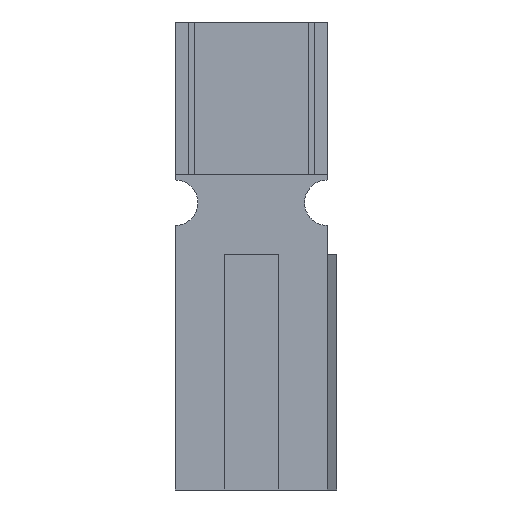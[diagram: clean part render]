
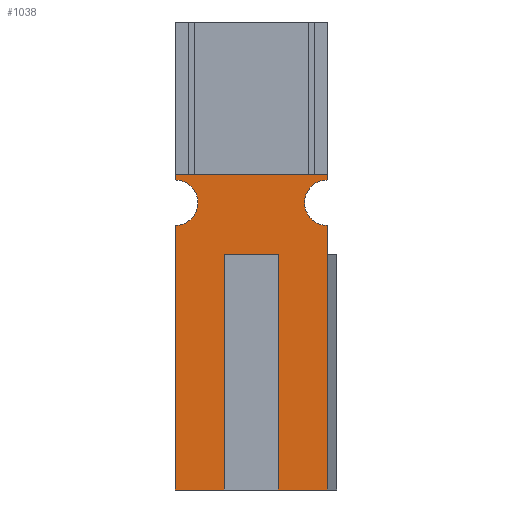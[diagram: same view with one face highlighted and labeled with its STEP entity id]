
A CAD part, front view. The second image highlights one B-rep face of the part: STEP entity #1038.
In plain terms, the highlighted planar face has unit normal (0, -1, 0).
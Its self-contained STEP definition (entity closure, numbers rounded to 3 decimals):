
#25 = ORIENTED_EDGE ( 'NONE', *, *, #4512, .T. ) ;
#44 = VERTEX_POINT ( 'NONE', #2849 ) ;
#243 = VERTEX_POINT ( 'NONE', #4169 ) ;
#256 = LINE ( 'NONE', #2244, #1437 ) ;
#354 = EDGE_LOOP ( 'NONE', ( #2782, #2731, #3497, #25, #1103, #3429, #976, #2857, #5030, #2940, #4212, #4396 ) ) ;
#497 = DIRECTION ( 'NONE',  ( 0., 1., 0. ) ) ;
#501 = CARTESIAN_POINT ( 'NONE',  ( -4.25, -4.25, 0. ) ) ;
#736 = VERTEX_POINT ( 'NONE', #3599 ) ;
#739 = EDGE_CURVE ( 'NONE', #3465, #2972, #1930, .T. ) ;
#834 = CARTESIAN_POINT ( 'NONE',  ( -4.25, -4.25, 0. ) ) ;
#837 = LINE ( 'NONE', #3953, #1404 ) ;
#868 = CARTESIAN_POINT ( 'NONE',  ( 3.75, -4.25, 0. ) ) ;
#976 = ORIENTED_EDGE ( 'NONE', *, *, #3337, .F. ) ;
#1007 = EDGE_CURVE ( 'NONE', #3923, #243, #3127, .T. ) ;
#1008 = PLANE ( 'NONE',  #1342 ) ;
#1038 = ADVANCED_FACE ( 'Face2', ( #2525 ), #1008, .F. ) ;
#1083 = DIRECTION ( 'NONE',  ( 0., 0., 1. ) ) ;
#1103 = ORIENTED_EDGE ( 'NONE', *, *, #2842, .T. ) ;
#1104 = AXIS2_PLACEMENT_3D ( 'NONE', #2236, #4567, #3722 ) ;
#1181 = VECTOR ( 'NONE', #2416, 1000. ) ;
#1220 = DIRECTION ( 'NONE',  ( 0., 0., -1. ) ) ;
#1342 = AXIS2_PLACEMENT_3D ( 'NONE', #3725, #2184, #4164 ) ;
#1404 = VECTOR ( 'NONE', #3147, 1000. ) ;
#1437 = VECTOR ( 'NONE', #1083, 1000. ) ;
#1527 = LINE ( 'NONE', #3414, #3074 ) ;
#1571 = VERTEX_POINT ( 'NONE', #5056 ) ;
#1726 = CARTESIAN_POINT ( 'NONE',  ( 3.75, -4.25, 13.9 ) ) ;
#1731 = EDGE_CURVE ( 'NONE', #2972, #4233, #4215, .T. ) ;
#1786 = VECTOR ( 'NONE', #4867, 1000. ) ;
#1801 = CARTESIAN_POINT ( 'NONE',  ( 1.161, -4.25, 12.4 ) ) ;
#1921 = DIRECTION ( 'NONE',  ( 0., 0., -1. ) ) ;
#1930 = CIRCLE ( 'NONE', #2500, 1.2 ) ;
#1934 = CARTESIAN_POINT ( 'NONE',  ( -4.25, -4.25, 24.6 ) ) ;
#1937 = VERTEX_POINT ( 'NONE', #4524 ) ;
#1956 = EDGE_CURVE ( 'NONE', #2127, #3923, #4104, .T. ) ;
#2127 = VERTEX_POINT ( 'NONE', #1801 ) ;
#2184 = DIRECTION ( 'NONE',  ( 0., 1., 0. ) ) ;
#2236 = CARTESIAN_POINT ( 'NONE',  ( 3.75, -4.25, 15.1 ) ) ;
#2244 = CARTESIAN_POINT ( 'NONE',  ( 3.75, -4.25, 0. ) ) ;
#2257 = CARTESIAN_POINT ( 'NONE',  ( -1.661, -4.25, 12.4 ) ) ;
#2372 = EDGE_CURVE ( 'NONE', #2127, #736, #1527, .T. ) ;
#2416 = DIRECTION ( 'NONE',  ( 1., 0., 0. ) ) ;
#2500 = AXIS2_PLACEMENT_3D ( 'NONE', #3544, #497, #3178 ) ;
#2525 = FACE_OUTER_BOUND ( 'NONE', #354, .T. ) ;
#2731 = ORIENTED_EDGE ( 'NONE', *, *, #2372, .T. ) ;
#2755 = CARTESIAN_POINT ( 'NONE',  ( -4.25, -4.25, 16.3 ) ) ;
#2782 = ORIENTED_EDGE ( 'NONE', *, *, #1956, .F. ) ;
#2842 = EDGE_CURVE ( 'NONE', #3834, #44, #3154, .T. ) ;
#2849 = CARTESIAN_POINT ( 'NONE',  ( 3.75, -4.25, 16.3 ) ) ;
#2857 = ORIENTED_EDGE ( 'NONE', *, *, #4149, .T. ) ;
#2917 = LINE ( 'NONE', #834, #1181 ) ;
#2940 = ORIENTED_EDGE ( 'NONE', *, *, #1731, .T. ) ;
#2972 = VERTEX_POINT ( 'NONE', #3370 ) ;
#3074 = VECTOR ( 'NONE', #1921, 1000. ) ;
#3094 = VECTOR ( 'NONE', #4686, 1000. ) ;
#3127 = LINE ( 'NONE', #4484, #3430 ) ;
#3147 = DIRECTION ( 'NONE',  ( 1., 0., 0. ) ) ;
#3154 = CIRCLE ( 'NONE', #1104, 1.2 ) ;
#3178 = DIRECTION ( 'NONE',  ( 0., 0., -1. ) ) ;
#3293 = EDGE_CURVE ( 'NONE', #44, #1571, #4709, .T. ) ;
#3337 = EDGE_CURVE ( 'NONE', #1937, #1571, #837, .T. ) ;
#3370 = CARTESIAN_POINT ( 'NONE',  ( -4.25, -4.25, 13.9 ) ) ;
#3414 = CARTESIAN_POINT ( 'NONE',  ( 1.161, -4.25, 15.837 ) ) ;
#3429 = ORIENTED_EDGE ( 'NONE', *, *, #3293, .T. ) ;
#3430 = VECTOR ( 'NONE', #3688, 1000. ) ;
#3453 = VECTOR ( 'NONE', #3587, 1000. ) ;
#3465 = VERTEX_POINT ( 'NONE', #2755 ) ;
#3497 = ORIENTED_EDGE ( 'NONE', *, *, #3674, .T. ) ;
#3529 = VECTOR ( 'NONE', #3808, 1000. ) ;
#3538 = CARTESIAN_POINT ( 'NONE',  ( -4.25, -4.25, 24.6 ) ) ;
#3544 = CARTESIAN_POINT ( 'NONE',  ( -4.25, -4.25, 15.1 ) ) ;
#3549 = CARTESIAN_POINT ( 'NONE',  ( 3.75, -4.25, 0. ) ) ;
#3585 = VERTEX_POINT ( 'NONE', #868 ) ;
#3587 = DIRECTION ( 'NONE',  ( 0., 0., 1. ) ) ;
#3599 = CARTESIAN_POINT ( 'NONE',  ( 1.161, -4.25, 0. ) ) ;
#3639 = VECTOR ( 'NONE', #1220, 1000. ) ;
#3674 = EDGE_CURVE ( 'NONE', #736, #3585, #3862, .T. ) ;
#3688 = DIRECTION ( 'NONE',  ( 0., 0., -1. ) ) ;
#3722 = DIRECTION ( 'NONE',  ( 0., 0., 1. ) ) ;
#3725 = CARTESIAN_POINT ( 'NONE',  ( -4.25, -4.25, 24.6 ) ) ;
#3808 = DIRECTION ( 'NONE',  ( -1., 0., 0. ) ) ;
#3834 = VERTEX_POINT ( 'NONE', #1726 ) ;
#3862 = LINE ( 'NONE', #4058, #1786 ) ;
#3923 = VERTEX_POINT ( 'NONE', #2257 ) ;
#3953 = CARTESIAN_POINT ( 'NONE',  ( -4.25, -4.25, 16.6 ) ) ;
#4058 = CARTESIAN_POINT ( 'NONE',  ( -4.25, -4.25, 0. ) ) ;
#4104 = LINE ( 'NONE', #5015, #3529 ) ;
#4149 = EDGE_CURVE ( 'NONE', #1937, #3465, #4604, .T. ) ;
#4164 = DIRECTION ( 'NONE',  ( 0., 0., 1. ) ) ;
#4169 = CARTESIAN_POINT ( 'NONE',  ( -1.661, -4.25, 0. ) ) ;
#4212 = ORIENTED_EDGE ( 'NONE', *, *, #4951, .T. ) ;
#4215 = LINE ( 'NONE', #3538, #3639 ) ;
#4233 = VERTEX_POINT ( 'NONE', #501 ) ;
#4396 = ORIENTED_EDGE ( 'NONE', *, *, #1007, .F. ) ;
#4484 = CARTESIAN_POINT ( 'NONE',  ( -1.661, -4.25, 15.837 ) ) ;
#4512 = EDGE_CURVE ( 'NONE', #3585, #3834, #256, .T. ) ;
#4524 = CARTESIAN_POINT ( 'NONE',  ( -4.25, -4.25, 16.6 ) ) ;
#4567 = DIRECTION ( 'NONE',  ( 0., 1., 0. ) ) ;
#4604 = LINE ( 'NONE', #1934, #3094 ) ;
#4686 = DIRECTION ( 'NONE',  ( 0., 0., -1. ) ) ;
#4709 = LINE ( 'NONE', #3549, #3453 ) ;
#4867 = DIRECTION ( 'NONE',  ( 1., 0., 0. ) ) ;
#4951 = EDGE_CURVE ( 'NONE', #4233, #243, #2917, .T. ) ;
#5015 = CARTESIAN_POINT ( 'NONE',  ( 1.161, -4.25, 12.4 ) ) ;
#5030 = ORIENTED_EDGE ( 'NONE', *, *, #739, .T. ) ;
#5056 = CARTESIAN_POINT ( 'NONE',  ( 3.75, -4.25, 16.6 ) ) ;
